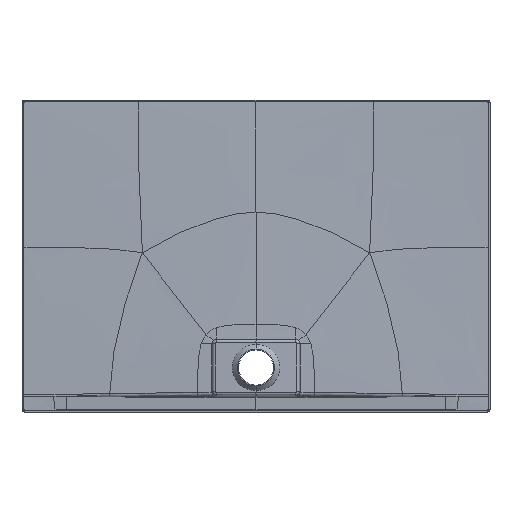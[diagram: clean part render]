
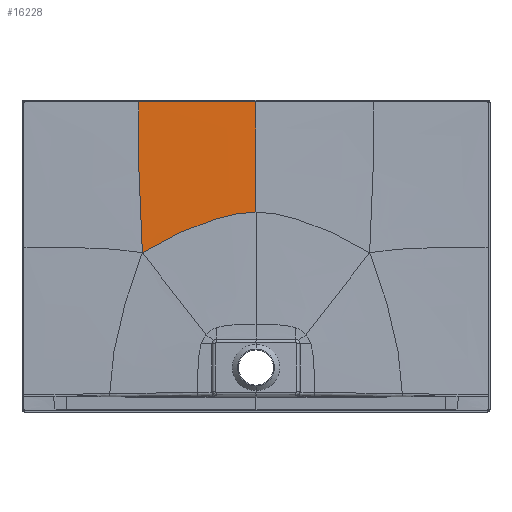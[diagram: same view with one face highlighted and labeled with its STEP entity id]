
A CAD part, front view. The second image highlights one B-rep face of the part: STEP entity #16228.
In plain terms, the highlighted free-form (B-spline) face has degree [3, 3] with [8, 10] control points.
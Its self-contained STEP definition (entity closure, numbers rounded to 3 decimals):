
#3935=CARTESIAN_POINT('',(0.,-9.849,
512.571));
#3936=CARTESIAN_POINT('',(-21.39,-9.849,
512.571));
#3937=CARTESIAN_POINT('',(-65.876,-9.75,
506.643));
#3938=CARTESIAN_POINT('',(-136.892,-9.432,
484.741));
#3939=CARTESIAN_POINT('',(-199.398,-9.118,
459.335));
#3940=CARTESIAN_POINT('',(-251.444,-8.799,
433.132));
#3941=CARTESIAN_POINT('',(-278.019,-8.595,
417.191));
#3942=CARTESIAN_POINT('',(-291.365,-8.479,
408.368));
#3960=CARTESIAN_POINT('',(-291.365,-8.479,
408.368));
#4176=DIRECTION('',(0.,-0.024,-1.));
#4177=VECTOR('',#4176,282.461);
#4178=CARTESIAN_POINT('',(-0.003,-3.121,
794.952));
#4179=LINE('',#4178,#4177);
#4180=CARTESIAN_POINT('',(-300.001,-3.052,
794.979));
#4181=CARTESIAN_POINT('',(-300.005,-3.327,
768.907));
#4182=CARTESIAN_POINT('',(-300.015,-3.992,
714.248));
#4183=CARTESIAN_POINT('',(-300.264,-5.034,
639.975));
#4184=CARTESIAN_POINT('',(-299.889,-5.991,
573.015));
#4185=CARTESIAN_POINT('',(-298.791,-6.761,
519.709));
#4186=CARTESIAN_POINT('',(-296.672,-7.448,
473.378));
#4187=CARTESIAN_POINT('',(-293.987,-8.028,
436.085));
#4188=CARTESIAN_POINT('',(-292.297,-8.327,
417.557));
#4189=CARTESIAN_POINT('',(-291.365,-8.479,
408.368));
#4191=CARTESIAN_POINT('',(-0.003,-3.121,
794.952));
#4192=CARTESIAN_POINT('',(-23.521,-3.121,
794.952));
#4193=CARTESIAN_POINT('',(-68.585,-3.117,
794.954));
#4194=CARTESIAN_POINT('',(-128.471,-3.103,
794.959));
#4195=CARTESIAN_POINT('',(-186.108,-3.087,
794.965));
#4196=CARTESIAN_POINT('',(-244.828,-3.069,
794.972));
#4197=CARTESIAN_POINT('',(-281.811,-3.058,
794.977));
#4198=CARTESIAN_POINT('',(-300.001,-3.052,
794.979));
#4245=CARTESIAN_POINT('',(-300.001,-3.052,
794.979));
#4603=VERTEX_POINT('',#3960);
#4669=VERTEX_POINT('',#4245);
#4749=CARTESIAN_POINT('',(0.,-9.849,
512.571));
#4751=VERTEX_POINT('',#4749);
#4752=CARTESIAN_POINT('',(-0.003,-3.121,
794.952));
#4753=VERTEX_POINT('',#4752);
#16139=CARTESIAN_POINT('',(3.061,-3.034,
798.598));
#16140=CARTESIAN_POINT('',(3.061,-3.593,
775.131));
#16141=CARTESIAN_POINT('',(3.02,-4.723,
727.704));
#16142=CARTESIAN_POINT('',(2.891,-6.138,
668.297));
#16143=CARTESIAN_POINT('',(2.774,-7.28,
620.378));
#16144=CARTESIAN_POINT('',(2.694,-8.136,
584.438));
#16145=CARTESIAN_POINT('',(2.644,-8.85,
554.487));
#16146=CARTESIAN_POINT('',(2.621,-9.441,
529.693));
#16147=CARTESIAN_POINT('',(2.615,-9.746,
516.879));
#16148=CARTESIAN_POINT('',(2.615,-9.908,
510.056));
#16149=CARTESIAN_POINT('',(-22.959,-3.034,
798.599));
#16150=CARTESIAN_POINT('',(-22.954,-3.594,
775.137));
#16151=CARTESIAN_POINT('',(-22.648,-4.726,
727.725));
#16152=CARTESIAN_POINT('',(-21.674,-6.143,
668.355));
#16153=CARTESIAN_POINT('',(-20.788,-7.285,
620.483));
#16154=CARTESIAN_POINT('',(-20.178,-8.141,
584.588));
#16155=CARTESIAN_POINT('',(-19.802,-8.855,
554.68));
#16156=CARTESIAN_POINT('',(-19.62,-9.445,
529.922));
#16157=CARTESIAN_POINT('',(-19.579,-9.75,
517.127));
#16158=CARTESIAN_POINT('',(-19.573,-9.913,
510.313));
#16159=CARTESIAN_POINT('',(-73.979,-3.033,
798.587));
#16160=CARTESIAN_POINT('',(-73.963,-3.573,
774.99));
#16161=CARTESIAN_POINT('',(-73.034,-4.667,
727.234));
#16162=CARTESIAN_POINT('',(-70.204,-6.045,
667.005));
#16163=CARTESIAN_POINT('',(-67.771,-7.17,
618.031));
#16164=CARTESIAN_POINT('',(-66.183,-8.022,
581.105));
#16165=CARTESIAN_POINT('',(-65.296,-8.74,
550.212));
#16166=CARTESIAN_POINT('',(-64.937,-9.339,
524.617));
#16167=CARTESIAN_POINT('',(-64.896,-9.65,
511.397));
#16168=CARTESIAN_POINT('',(-64.915,-9.816,
504.362));
#16169=CARTESIAN_POINT('',(-149.999,-3.029,
798.549));
#16170=CARTESIAN_POINT('',(-149.974,-3.494,
774.511));
#16171=CARTESIAN_POINT('',(-148.517,-4.45,
725.618));
#16172=CARTESIAN_POINT('',(-144.282,-5.705,
662.346));
#16173=CARTESIAN_POINT('',(-140.819,-6.778,
609.266));
#16174=CARTESIAN_POINT('',(-138.647,-7.621,
568.411));
#16175=CARTESIAN_POINT('',(-137.483,-8.357,
533.66));
#16176=CARTESIAN_POINT('',(-136.991,-8.987,
504.721));
#16177=CARTESIAN_POINT('',(-136.896,-9.319,
489.767));
#16178=CARTESIAN_POINT('',(-136.887,-9.497,
481.832));
#16179=CARTESIAN_POINT('',(-212.499,-3.024,
798.496));
#16180=CARTESIAN_POINT('',(-212.479,-3.411,
773.78));
#16181=CARTESIAN_POINT('',(-211.224,-4.239,
723.294));
#16182=CARTESIAN_POINT('',(-207.681,-5.396,
656.37));
#16183=CARTESIAN_POINT('',(-204.713,-6.429,
598.599));
#16184=CARTESIAN_POINT('',(-202.687,-7.262,
553.328));
#16185=CARTESIAN_POINT('',(-201.259,-8.008,
514.321));
#16186=CARTESIAN_POINT('',(-200.164,-8.656,
481.755));
#16187=CARTESIAN_POINT('',(-199.602,-9.,
464.968));
#16188=CARTESIAN_POINT('',(-199.281,-9.186,
456.074));
#16189=CARTESIAN_POINT('',(-263.316,-3.02,
798.415));
#16190=CARTESIAN_POINT('',(-263.308,-3.345,
772.571));
#16191=CARTESIAN_POINT('',(-262.678,-4.081,
719.636));
#16192=CARTESIAN_POINT('',(-261.024,-5.179,
648.4));
#16193=CARTESIAN_POINT('',(-259.361,-6.176,
585.786));
#16194=CARTESIAN_POINT('',(-257.813,-6.983,
536.194));
#16195=CARTESIAN_POINT('',(-256.027,-7.708,
493.185));
#16196=CARTESIAN_POINT('',(-254.034,-8.341,
457.318));
#16197=CARTESIAN_POINT('',(-252.764,-8.678,
438.861));
#16198=CARTESIAN_POINT('',(-252.026,-8.86,
429.135));
#16199=CARTESIAN_POINT('',(-289.133,-3.018,
798.356));
#16200=CARTESIAN_POINT('',(-289.134,-3.313,
771.646));
#16201=CARTESIAN_POINT('',(-288.943,-4.006,
716.878));
#16202=CARTESIAN_POINT('',(-288.606,-5.077,
642.773));
#16203=CARTESIAN_POINT('',(-287.839,-6.048,
577.196));
#16204=CARTESIAN_POINT('',(-286.609,-6.831,
525.052));
#16205=CARTESIAN_POINT('',(-284.602,-7.532,
479.757));
#16206=CARTESIAN_POINT('',(-282.048,-8.143,
441.997));
#16207=CARTESIAN_POINT('',(-280.403,-8.47,
422.636));
#16208=CARTESIAN_POINT('',(-279.39,-8.646,
412.387));
#16209=CARTESIAN_POINT('',(-302.45,-3.017,
798.32));
#16210=CARTESIAN_POINT('',(-302.455,-3.296,
771.068));
#16211=CARTESIAN_POINT('',(-302.505,-3.968,
715.161));
#16212=CARTESIAN_POINT('',(-302.891,-5.024,
639.352));
#16213=CARTESIAN_POINT('',(-302.603,-5.978,
572.082));
#16214=CARTESIAN_POINT('',(-301.536,-6.745,
518.516));
#16215=CARTESIAN_POINT('',(-299.392,-7.43,
471.952));
#16216=CARTESIAN_POINT('',(-296.562,-8.027,
433.175));
#16217=CARTESIAN_POINT('',(-294.687,-8.346,
413.267));
#16218=CARTESIAN_POINT('',(-293.58,-8.52,
402.781));
#16219=B_SPLINE_SURFACE_WITH_KNOTS('',3,3,((#16139,#16140,#16141,#16142,#16143,
#16144,#16145,#16146,#16147,#16148),(#16149,#16150,#16151,#16152,#16153,#16154,
#16155,#16156,#16157,#16158),(#16159,#16160,#16161,#16162,#16163,#16164,#16165,
#16166,#16167,#16168),(#16169,#16170,#16171,#16172,#16173,#16174,#16175,#16176,
#16177,#16178),(#16179,#16180,#16181,#16182,#16183,#16184,#16185,#16186,#16187,
#16188),(#16189,#16190,#16191,#16192,#16193,#16194,#16195,#16196,#16197,#16198),
(#16199,#16200,#16201,#16202,#16203,#16204,#16205,#16206,#16207,#16208),(#16209,
#16210,#16211,#16212,#16213,#16214,#16215,#16216,#16217,#16218)),.UNSPECIFIED.,
.F.,.F.,.F.,(4,1,1,1,1,4),(4,1,1,1,1,1,1,4),(-0.005,0.125,0.25,
0.375,0.438,0.504),(0.003,0.125,0.25,0.313,
0.375,0.438,0.469,0.504),.UNSPECIFIED.);
#16221=ORIENTED_EDGE('',*,*,#16220,.T.);
#16222=ORIENTED_EDGE('',*,*,#15396,.T.);
#16224=ORIENTED_EDGE('',*,*,#16223,.F.);
#16225=ORIENTED_EDGE('',*,*,#13416,.F.);
#16226=EDGE_LOOP('',(#16221,#16222,#16224,#16225));
#16227=FACE_OUTER_BOUND('',#16226,.F.);
#16228=ADVANCED_FACE('',(#16227),#16219,.T.);
#3943=B_SPLINE_CURVE_WITH_KNOTS('',3,(#3935,#3936,#3937,#3938,#3939,#3940,#3941,
#3942),.UNSPECIFIED.,.F.,.F.,(4,1,1,1,1,4),(0.,0.25,0.5,0.75,0.875,
1.),.UNSPECIFIED.);
#4190=B_SPLINE_CURVE_WITH_KNOTS('',3,(#4180,#4181,#4182,#4183,#4184,#4185,#4186,
#4187,#4188,#4189),.UNSPECIFIED.,.F.,.F.,(4,1,1,1,1,1,1,4),(0.,
0.238,0.492,0.619,0.746,
0.873,0.937,1.),.UNSPECIFIED.);
#4199=B_SPLINE_CURVE_WITH_KNOTS('',3,(#4191,#4192,#4193,#4194,#4195,#4196,#4197,
#4198),.UNSPECIFIED.,.F.,.F.,(4,1,1,1,1,4),(0.,0.2,0.4,0.6,0.8,1.),
.UNSPECIFIED.);
#13416=EDGE_CURVE('',#4753,#4669,#4199,.T.);
#15396=EDGE_CURVE('',#4751,#4603,#3943,.T.);
#16220=EDGE_CURVE('',#4753,#4751,#4179,.T.);
#16223=EDGE_CURVE('',#4669,#4603,#4190,.T.);
